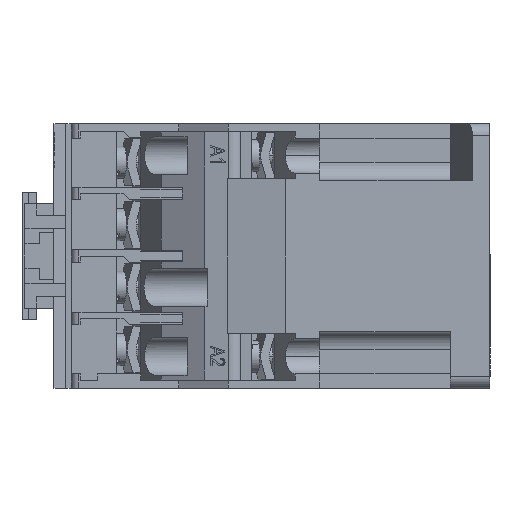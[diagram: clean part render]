
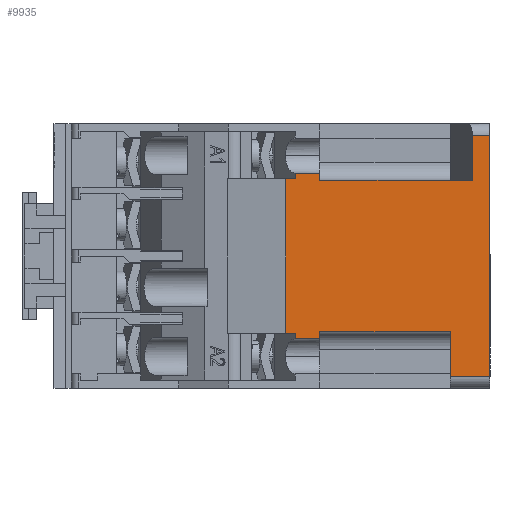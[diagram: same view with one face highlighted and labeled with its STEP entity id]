
A CAD part, left-side view. The second image highlights one B-rep face of the part: STEP entity #9935.
In plain terms, the highlighted planar face has unit normal (-1, 0, 0).
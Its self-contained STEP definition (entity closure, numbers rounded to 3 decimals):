
#479 = LINE ( 'NONE', #36063, #10402 ) ;
#1581 = CARTESIAN_POINT ( 'NONE',  ( -37.5, 3., 3.231 ) ) ;
#1759 = LINE ( 'NONE', #24478, #27049 ) ;
#1806 = LINE ( 'NONE', #31740, #34495 ) ;
#4931 = CARTESIAN_POINT ( 'NONE',  ( -37.5, 0., -22.75 ) ) ;
#5115 = VECTOR ( 'NONE', #29652, 1000. ) ;
#5199 = VERTEX_POINT ( 'NONE', #34172 ) ;
#5835 = DIRECTION ( 'NONE',  ( 0., 0., 1. ) ) ;
#6640 = EDGE_LOOP ( 'NONE', ( #42460, #41148, #48480, #17838, #50152, #14817, #13556, #50261, #38926, #20139, #42316, #36942, #45066, #49025, #16994, #9030 ) ) ;
#7103 = VECTOR ( 'NONE', #5835, 1000. ) ;
#7741 = VECTOR ( 'NONE', #29083, 1000. ) ;
#7883 = CARTESIAN_POINT ( 'NONE',  ( -37.5, 0., -20.75 ) ) ;
#7940 = DIRECTION ( 'NONE',  ( 0., 0., 1. ) ) ;
#8428 = LINE ( 'NONE', #1581, #7103 ) ;
#8576 = VERTEX_POINT ( 'NONE', #19131 ) ;
#9030 = ORIENTED_EDGE ( 'NONE', *, *, #24438, .T. ) ;
#9118 = DIRECTION ( 'NONE',  ( 0., -1., 0. ) ) ;
#9184 = CARTESIAN_POINT ( 'NONE',  ( -37.5, 6.8, 20.75 ) ) ;
#9743 = LINE ( 'NONE', #35079, #41164 ) ;
#9935 = ADVANCED_FACE ( 'NONE', ( #50783 ), #53238, .F. ) ;
#10402 = VECTOR ( 'NONE', #14749, 1000. ) ;
#11099 = VECTOR ( 'NONE', #22013, 1000. ) ;
#11675 = CARTESIAN_POINT ( 'NONE',  ( -37.5, 33.5, -14.25 ) ) ;
#12416 = LINE ( 'NONE', #13242, #35158 ) ;
#12554 = CARTESIAN_POINT ( 'NONE',  ( -37.5, 29.3, 14.25 ) ) ;
#12621 = VERTEX_POINT ( 'NONE', #11675 ) ;
#13058 = LINE ( 'NONE', #41045, #34445 ) ;
#13242 = CARTESIAN_POINT ( 'NONE',  ( -37.5, 35.1, -22.75 ) ) ;
#13556 = ORIENTED_EDGE ( 'NONE', *, *, #24944, .F. ) ;
#13615 = DIRECTION ( 'NONE',  ( 0., 0., -1. ) ) ;
#14749 = DIRECTION ( 'NONE',  ( 0., 0., -1. ) ) ;
#14817 = ORIENTED_EDGE ( 'NONE', *, *, #24867, .T. ) ;
#15066 = VECTOR ( 'NONE', #50926, 1000. ) ;
#16410 = LINE ( 'NONE', #25316, #15066 ) ;
#16588 = CARTESIAN_POINT ( 'NONE',  ( -37.5, 29.3, 13. ) ) ;
#16994 = ORIENTED_EDGE ( 'NONE', *, *, #25380, .F. ) ;
#17838 = ORIENTED_EDGE ( 'NONE', *, *, #24770, .F. ) ;
#17894 = VERTEX_POINT ( 'NONE', #46373 ) ;
#19079 = LINE ( 'NONE', #37721, #7741 ) ;
#19115 = VERTEX_POINT ( 'NONE', #31648 ) ;
#19131 = CARTESIAN_POINT ( 'NONE',  ( -37.5, 33.5, -13.25 ) ) ;
#19729 = CARTESIAN_POINT ( 'NONE',  ( -37.5, 3., 13. ) ) ;
#20139 = ORIENTED_EDGE ( 'NONE', *, *, #25044, .T. ) ;
#21376 = CARTESIAN_POINT ( 'NONE',  ( -37.5, 33.5, 14.25 ) ) ;
#22013 = DIRECTION ( 'NONE',  ( 0., 0., 1. ) ) ;
#22369 = LINE ( 'NONE', #34714, #33789 ) ;
#22416 = LINE ( 'NONE', #4931, #11099 ) ;
#22875 = CARTESIAN_POINT ( 'NONE',  ( -37.5, 6.8, -13. ) ) ;
#23090 = VERTEX_POINT ( 'NONE', #24764 ) ;
#24438 = EDGE_CURVE ( 'NONE', #23090, #19115, #50523, .T. ) ;
#24478 = CARTESIAN_POINT ( 'NONE',  ( -37.5, 29.3, -22.75 ) ) ;
#24593 = EDGE_CURVE ( 'NONE', #19115, #5199, #22416, .T. ) ;
#24607 = EDGE_CURVE ( 'NONE', #5199, #48597, #33838, .T. ) ;
#24686 = EDGE_CURVE ( 'NONE', #34600, #48597, #8428, .T. ) ;
#24764 = CARTESIAN_POINT ( 'NONE',  ( -37.5, 6.8, -20.75 ) ) ;
#24770 = EDGE_CURVE ( 'NONE', #26455, #34600, #1806, .T. ) ;
#24774 = EDGE_CURVE ( 'NONE', #35935, #26455, #479, .T. ) ;
#24867 = EDGE_CURVE ( 'NONE', #35935, #52546, #19079, .T. ) ;
#24944 = EDGE_CURVE ( 'NONE', #53916, #52546, #37829, .T. ) ;
#24951 = EDGE_CURVE ( 'NONE', #35300, #53916, #16410, .T. ) ;
#25033 = EDGE_CURVE ( 'NONE', #17894, #35300, #12416, .T. ) ;
#25044 = EDGE_CURVE ( 'NONE', #17894, #8576, #22369, .T. ) ;
#25122 = EDGE_CURVE ( 'NONE', #8576, #12621, #42533, .T. ) ;
#25126 = EDGE_CURVE ( 'NONE', #47319, #12621, #9743, .T. ) ;
#25280 = EDGE_CURVE ( 'NONE', #51327, #47319, #1759, .T. ) ;
#25290 = EDGE_CURVE ( 'NONE', #43333, #51327, #13058, .T. ) ;
#25316 = CARTESIAN_POINT ( 'NONE',  ( -37.5, 33.5, 13.25 ) ) ;
#25380 = EDGE_CURVE ( 'NONE', #23090, #43333, #31737, .T. ) ;
#26441 = CARTESIAN_POINT ( 'NONE',  ( -37.5, 33.5, -6.982 ) ) ;
#26455 = VERTEX_POINT ( 'NONE', #16588 ) ;
#27049 = VECTOR ( 'NONE', #54380, 1000. ) ;
#27480 = DIRECTION ( 'NONE',  ( 1., 0., 0. ) ) ;
#27664 = DIRECTION ( 'NONE',  ( 0., -1., 0. ) ) ;
#27823 = CARTESIAN_POINT ( 'NONE',  ( -37.5, 33.5, 13.25 ) ) ;
#29083 = DIRECTION ( 'NONE',  ( 0., 1., 0. ) ) ;
#29652 = DIRECTION ( 'NONE',  ( 0., 0., 1. ) ) ;
#31082 = VECTOR ( 'NONE', #13615, 1000. ) ;
#31227 = AXIS2_PLACEMENT_3D ( 'NONE', #48958, #27480, #27664 ) ;
#31648 = CARTESIAN_POINT ( 'NONE',  ( -37.5, 0., -20.75 ) ) ;
#31737 = LINE ( 'NONE', #46237, #53086 ) ;
#31740 = CARTESIAN_POINT ( 'NONE',  ( -37.5, 29.3, 13. ) ) ;
#32567 = CARTESIAN_POINT ( 'NONE',  ( -37.5, 35.1, 13.25 ) ) ;
#33141 = DIRECTION ( 'NONE',  ( 0., 1., 0. ) ) ;
#33789 = VECTOR ( 'NONE', #9118, 1000. ) ;
#33838 = LINE ( 'NONE', #9184, #46553 ) ;
#34172 = CARTESIAN_POINT ( 'NONE',  ( -37.5, 0., 20.75 ) ) ;
#34445 = VECTOR ( 'NONE', #33141, 1000. ) ;
#34495 = VECTOR ( 'NONE', #48725, 1000. ) ;
#34600 = VERTEX_POINT ( 'NONE', #19729 ) ;
#34714 = CARTESIAN_POINT ( 'NONE',  ( -37.5, 33.5, -13.25 ) ) ;
#35079 = CARTESIAN_POINT ( 'NONE',  ( -37.5, 0., -14.25 ) ) ;
#35158 = VECTOR ( 'NONE', #38855, 1000. ) ;
#35300 = VERTEX_POINT ( 'NONE', #32567 ) ;
#35935 = VERTEX_POINT ( 'NONE', #12554 ) ;
#36063 = CARTESIAN_POINT ( 'NONE',  ( -37.5, 29.3, 22.75 ) ) ;
#36942 = ORIENTED_EDGE ( 'NONE', *, *, #25126, .F. ) ;
#37721 = CARTESIAN_POINT ( 'NONE',  ( -37.5, 0., 14.25 ) ) ;
#37829 = LINE ( 'NONE', #55197, #5115 ) ;
#38855 = DIRECTION ( 'NONE',  ( 0., 0., 1. ) ) ;
#38926 = ORIENTED_EDGE ( 'NONE', *, *, #25033, .F. ) ;
#39247 = VECTOR ( 'NONE', #46365, 1000. ) ;
#39409 = DIRECTION ( 'NONE',  ( 0., 1., 0. ) ) ;
#41045 = CARTESIAN_POINT ( 'NONE',  ( -37.5, 29.3, -13. ) ) ;
#41148 = ORIENTED_EDGE ( 'NONE', *, *, #24607, .T. ) ;
#41164 = VECTOR ( 'NONE', #39409, 1000. ) ;
#42316 = ORIENTED_EDGE ( 'NONE', *, *, #25122, .T. ) ;
#42460 = ORIENTED_EDGE ( 'NONE', *, *, #24593, .T. ) ;
#42533 = LINE ( 'NONE', #26441, #31082 ) ;
#43333 = VERTEX_POINT ( 'NONE', #22875 ) ;
#45066 = ORIENTED_EDGE ( 'NONE', *, *, #25280, .F. ) ;
#46237 = CARTESIAN_POINT ( 'NONE',  ( -37.5, 6.8, -22.75 ) ) ;
#46365 = DIRECTION ( 'NONE',  ( 0., -1., 0. ) ) ;
#46373 = CARTESIAN_POINT ( 'NONE',  ( -37.5, 35.1, -13.25 ) ) ;
#46553 = VECTOR ( 'NONE', #47632, 1000. ) ;
#46806 = CARTESIAN_POINT ( 'NONE',  ( -37.5, 29.3, -14.25 ) ) ;
#47319 = VERTEX_POINT ( 'NONE', #46806 ) ;
#47632 = DIRECTION ( 'NONE',  ( 0., 1., 0. ) ) ;
#48480 = ORIENTED_EDGE ( 'NONE', *, *, #24686, .F. ) ;
#48597 = VERTEX_POINT ( 'NONE', #48980 ) ;
#48725 = DIRECTION ( 'NONE',  ( 0., -1., 0. ) ) ;
#48958 = CARTESIAN_POINT ( 'NONE',  ( -37.5, 0., -22.75 ) ) ;
#48980 = CARTESIAN_POINT ( 'NONE',  ( -37.5, 3., 20.75 ) ) ;
#49025 = ORIENTED_EDGE ( 'NONE', *, *, #25290, .F. ) ;
#50135 = CARTESIAN_POINT ( 'NONE',  ( -37.5, 29.3, -13. ) ) ;
#50152 = ORIENTED_EDGE ( 'NONE', *, *, #24774, .F. ) ;
#50261 = ORIENTED_EDGE ( 'NONE', *, *, #24951, .F. ) ;
#50523 = LINE ( 'NONE', #7883, #39247 ) ;
#50783 = FACE_OUTER_BOUND ( 'NONE', #6640, .T. ) ;
#50926 = DIRECTION ( 'NONE',  ( 0., -1., 0. ) ) ;
#51327 = VERTEX_POINT ( 'NONE', #50135 ) ;
#52546 = VERTEX_POINT ( 'NONE', #21376 ) ;
#53086 = VECTOR ( 'NONE', #7940, 1000. ) ;
#53238 = PLANE ( 'NONE',  #31227 ) ;
#53916 = VERTEX_POINT ( 'NONE', #27823 ) ;
#54380 = DIRECTION ( 'NONE',  ( 0., 0., -1. ) ) ;
#55197 = CARTESIAN_POINT ( 'NONE',  ( -37.5, 33.5, 6.982 ) ) ;
